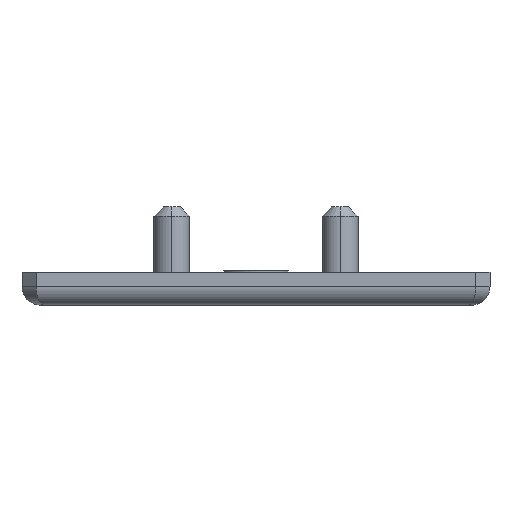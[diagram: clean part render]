
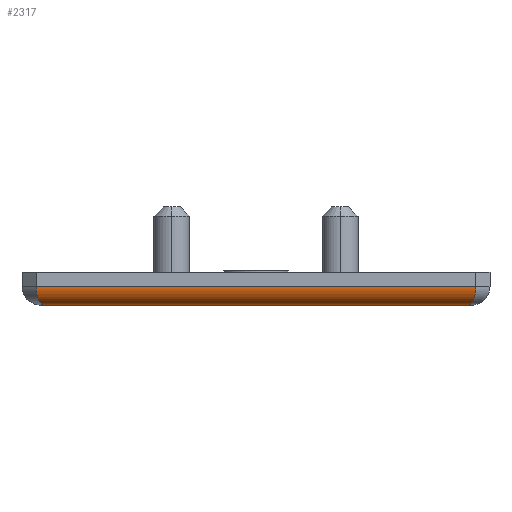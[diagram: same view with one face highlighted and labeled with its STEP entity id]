
A CAD part, left-side view. The second image highlights one B-rep face of the part: STEP entity #2317.
In plain terms, the highlighted cylindrical face has radius 2 mm (diameter 4 mm), a partial arc.
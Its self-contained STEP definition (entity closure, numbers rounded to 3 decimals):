
#78 = CARTESIAN_POINT ( 'NONE',  ( -25., -23.5, 2. ) ) ;
#236 = CARTESIAN_POINT ( 'NONE',  ( -23., -22.672, 0. ) ) ;
#237 = CARTESIAN_POINT ( 'NONE',  ( -23., 22.672, 0. ) ) ;
#275 = VERTEX_POINT ( 'NONE', #578 ) ;
#347 = EDGE_LOOP ( 'NONE', ( #1481, #1482, #1483, #1484 ) ) ;
#578 = CARTESIAN_POINT ( 'NONE',  ( -25., 23.5, 2. ) ) ;
#593 = VERTEX_POINT ( 'NONE', #78 ) ;
#612 = FACE_OUTER_BOUND ( 'NONE', #347, .T. ) ;
#616 = CYLINDRICAL_SURFACE ( 'NONE', #1576, 2. ) ;
#945 = DIRECTION ( 'NONE',  ( 0., 0., -1. ) ) ;
#950 = DIRECTION ( 'NONE',  ( 0., -1., 0. ) ) ;
#952 = CARTESIAN_POINT ( 'NONE',  ( -23., -25., 2. ) ) ;
#1365 = LINE ( 'NONE', #1766, #1366 ) ;
#1366 = VECTOR ( 'NONE', #1770, 1000. ) ;
#1402 = LINE ( 'NONE', #1811, #1405 ) ;
#1405 = VECTOR ( 'NONE', #1812, 1000. ) ;
#1438 = VERTEX_POINT ( 'NONE', #236 ) ;
#1439 = VERTEX_POINT ( 'NONE', #237 ) ;
#1481 = ORIENTED_EDGE ( 'NONE', *, *, #1677, .T. ) ;
#1482 = ORIENTED_EDGE ( 'NONE', *, *, #1642, .F. ) ;
#1483 = ORIENTED_EDGE ( 'NONE', *, *, #1678, .F. ) ;
#1484 = ORIENTED_EDGE ( 'NONE', *, *, #1662, .F. ) ;
#1576 = AXIS2_PLACEMENT_3D ( 'NONE', #952, #950, #945 ) ;
#1642 = EDGE_CURVE ( 'NONE', #275, #593, #1365, .T. ) ;
#1662 = EDGE_CURVE ( 'NONE', #1438, #1439, #1402, .T. ) ;
#1677 = EDGE_CURVE ( 'NONE', #1438, #593, #2267, .T. ) ;
#1678 = EDGE_CURVE ( 'NONE', #1439, #275, #2268, .T. ) ;
#1766 = CARTESIAN_POINT ( 'NONE',  ( -25., -25., 2. ) ) ;
#1770 = DIRECTION ( 'NONE',  ( 0., -1., 0. ) ) ;
#1811 = CARTESIAN_POINT ( 'NONE',  ( -23., 0., 0. ) ) ;
#1812 = DIRECTION ( 'NONE',  ( 0., 1., 0. ) ) ;
#1840 = CARTESIAN_POINT ( 'NONE',  ( -24.172, -23.157, 0. ) ) ;
#1845 = CARTESIAN_POINT ( 'NONE',  ( -23., -22.672, 0. ) ) ;
#1849 = CARTESIAN_POINT ( 'NONE',  ( -23., 22.672, 0. ) ) ;
#1852 = CARTESIAN_POINT ( 'NONE',  ( -24.172, 23.157, 0. ) ) ;
#1854 = CARTESIAN_POINT ( 'NONE',  ( -25., -23.5, 0.828 ) ) ;
#1855 = CARTESIAN_POINT ( 'NONE',  ( -25., -23.5, 2. ) ) ;
#1858 = CARTESIAN_POINT ( 'NONE',  ( -25., 23.5, 0.828 ) ) ;
#1859 = CARTESIAN_POINT ( 'NONE',  ( -25., 23.5, 2. ) ) ;
#2267 =( BOUNDED_CURVE ( )  B_SPLINE_CURVE ( 3, ( #1845, #1840, #1854, #1855 ),
 .UNSPECIFIED., .F., .T. ) 
 B_SPLINE_CURVE_WITH_KNOTS ( ( 4, 4 ),
 ( 4.712, 6.283 ),
 .UNSPECIFIED. ) 
 CURVE ( )  GEOMETRIC_REPRESENTATION_ITEM ( )  RATIONAL_B_SPLINE_CURVE ( ( 1., 0.805, 0.805, 1. ) ) 
 REPRESENTATION_ITEM ( '' )  );
#2268 =( BOUNDED_CURVE ( )  B_SPLINE_CURVE ( 3, ( #1849, #1852, #1858, #1859 ),
 .UNSPECIFIED., .F., .F. ) 
 B_SPLINE_CURVE_WITH_KNOTS ( ( 4, 4 ),
 ( 1.571, 3.142 ),
 .UNSPECIFIED. ) 
 CURVE ( )  GEOMETRIC_REPRESENTATION_ITEM ( )  RATIONAL_B_SPLINE_CURVE ( ( 1., 0.805, 0.805, 1. ) ) 
 REPRESENTATION_ITEM ( '' )  );
#2317 = ADVANCED_FACE ( 'NONE', ( #612 ), #616, .T. ) ;
